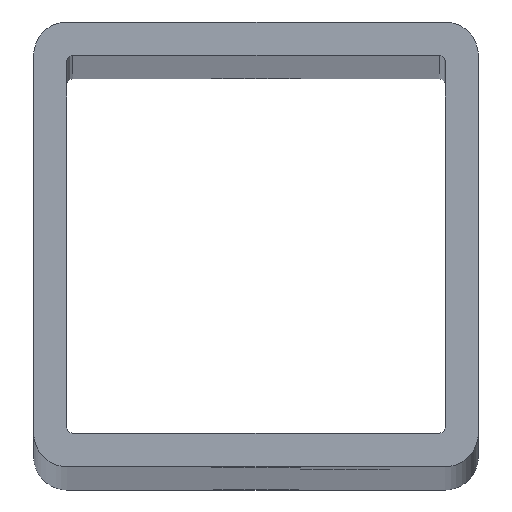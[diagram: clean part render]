
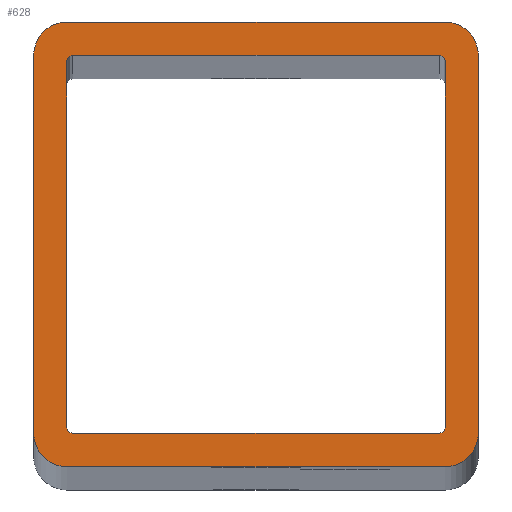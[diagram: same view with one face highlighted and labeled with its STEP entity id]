
A CAD part, top view. The second image highlights one B-rep face of the part: STEP entity #628.
In plain terms, the highlighted planar face has unit normal (0, 0, 1).
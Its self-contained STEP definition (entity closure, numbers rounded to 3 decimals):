
#4 = ORIENTED_EDGE ( 'NONE', *, *, #1049, .T. ) ;
#8 = CARTESIAN_POINT ( 'NONE',  ( 20., 20., 1200. ) ) ;
#10 = CARTESIAN_POINT ( 'NONE',  ( -17., 20., 1200. ) ) ;
#13 = DIRECTION ( 'NONE',  ( 0., 0., -1. ) ) ;
#20 = CARTESIAN_POINT ( 'NONE',  ( 17., 20., 1200. ) ) ;
#25 = LINE ( 'NONE', #255, #450 ) ;
#30 = CARTESIAN_POINT ( 'NONE',  ( 17., 20., 1200. ) ) ;
#34 = CARTESIAN_POINT ( 'NONE',  ( 20., -17., 1200. ) ) ;
#42 = EDGE_CURVE ( 'NONE', #530, #111, #624, .T. ) ;
#54 = VERTEX_POINT ( 'NONE', #466 ) ;
#55 = ORIENTED_EDGE ( 'NONE', *, *, #379, .F. ) ;
#57 = DIRECTION ( 'NONE',  ( 0., 0., 1. ) ) ;
#58 = AXIS2_PLACEMENT_3D ( 'NONE', #1040, #559, #148 ) ;
#59 = PLANE ( 'NONE',  #712 ) ;
#67 = VERTEX_POINT ( 'NONE', #938 ) ;
#79 = ORIENTED_EDGE ( 'NONE', *, *, #631, .F. ) ;
#100 = ORIENTED_EDGE ( 'NONE', *, *, #620, .T. ) ;
#104 = AXIS2_PLACEMENT_3D ( 'NONE', #616, #763, #777 ) ;
#111 = VERTEX_POINT ( 'NONE', #374 ) ;
#119 = LINE ( 'NONE', #707, #1016 ) ;
#147 = DIRECTION ( 'NONE',  ( 0., 0., 1. ) ) ;
#148 = DIRECTION ( 'NONE',  ( 1., 0., 0. ) ) ;
#149 = EDGE_CURVE ( 'NONE', #244, #377, #993, .T. ) ;
#163 = VECTOR ( 'NONE', #342, 1000. ) ;
#171 = CARTESIAN_POINT ( 'NONE',  ( 17., -16.5, 1200. ) ) ;
#172 = EDGE_CURVE ( 'NONE', #423, #54, #202, .T. ) ;
#174 = CARTESIAN_POINT ( 'NONE',  ( -20., 20., 1200. ) ) ;
#200 = DIRECTION ( 'NONE',  ( 1., 0., 0. ) ) ;
#202 = LINE ( 'NONE', #787, #819 ) ;
#205 = VERTEX_POINT ( 'NONE', #955 ) ;
#234 = DIRECTION ( 'NONE',  ( 0., 1., 0. ) ) ;
#244 = VERTEX_POINT ( 'NONE', #171 ) ;
#255 = CARTESIAN_POINT ( 'NONE',  ( -20., -17., 1200. ) ) ;
#263 = EDGE_CURVE ( 'NONE', #878, #505, #927, .T. ) ;
#305 = ORIENTED_EDGE ( 'NONE', *, *, #869, .F. ) ;
#307 = ORIENTED_EDGE ( 'NONE', *, *, #319, .T. ) ;
#310 = CARTESIAN_POINT ( 'NONE',  ( 0., 0., 1200. ) ) ;
#319 = EDGE_CURVE ( 'NONE', #962, #67, #943, .T. ) ;
#329 = LINE ( 'NONE', #378, #539 ) ;
#338 = EDGE_LOOP ( 'NONE', ( #305, #432, #583, #362, #55, #1018, #79, #307 ) ) ;
#342 = DIRECTION ( 'NONE',  ( 0., 1., 0. ) ) ;
#352 = CARTESIAN_POINT ( 'NONE',  ( -16.5, 16.5, 1200. ) ) ;
#353 = EDGE_CURVE ( 'NONE', #1021, #895, #674, .T. ) ;
#355 = AXIS2_PLACEMENT_3D ( 'NONE', #398, #871, #548 ) ;
#356 = CARTESIAN_POINT ( 'NONE',  ( -17., -17., 1200. ) ) ;
#362 = ORIENTED_EDGE ( 'NONE', *, *, #149, .T. ) ;
#374 = CARTESIAN_POINT ( 'NONE',  ( -17., -16.5, 1200. ) ) ;
#377 = VERTEX_POINT ( 'NONE', #517 ) ;
#378 = CARTESIAN_POINT ( 'NONE',  ( -20., -20., 1200. ) ) ;
#379 = EDGE_CURVE ( 'NONE', #530, #377, #25, .T. ) ;
#381 = CARTESIAN_POINT ( 'NONE',  ( 17., 16.5, 1200. ) ) ;
#393 = ORIENTED_EDGE ( 'NONE', *, *, #825, .T. ) ;
#398 = CARTESIAN_POINT ( 'NONE',  ( -17., 17., 1200. ) ) ;
#401 = CIRCLE ( 'NONE', #355, 3. ) ;
#403 = EDGE_CURVE ( 'NONE', #244, #505, #515, .T. ) ;
#405 = DIRECTION ( 'NONE',  ( 0., -1., 0. ) ) ;
#414 = AXIS2_PLACEMENT_3D ( 'NONE', #571, #734, #889 ) ;
#419 = CARTESIAN_POINT ( 'NONE',  ( 20., 17., 1200. ) ) ;
#423 = VERTEX_POINT ( 'NONE', #436 ) ;
#429 = CARTESIAN_POINT ( 'NONE',  ( 17., -20., 1200. ) ) ;
#432 = ORIENTED_EDGE ( 'NONE', *, *, #263, .T. ) ;
#436 = CARTESIAN_POINT ( 'NONE',  ( -20., 17., 1200. ) ) ;
#441 = ORIENTED_EDGE ( 'NONE', *, *, #172, .T. ) ;
#450 = VECTOR ( 'NONE', #586, 1000. ) ;
#466 = CARTESIAN_POINT ( 'NONE',  ( -20., -17., 1200. ) ) ;
#467 = ORIENTED_EDGE ( 'NONE', *, *, #558, .T. ) ;
#477 = VECTOR ( 'NONE', #998, 1000. ) ;
#502 = EDGE_CURVE ( 'NONE', #929, #1055, #733, .T. ) ;
#503 = CARTESIAN_POINT ( 'NONE',  ( 16.5, 17., 1200. ) ) ;
#505 = VERTEX_POINT ( 'NONE', #381 ) ;
#515 = LINE ( 'NONE', #20, #163 ) ;
#517 = CARTESIAN_POINT ( 'NONE',  ( 16.5, -17., 1200. ) ) ;
#524 = CARTESIAN_POINT ( 'NONE',  ( -17., 16.5, 1200. ) ) ;
#530 = VERTEX_POINT ( 'NONE', #770 ) ;
#538 = CIRCLE ( 'NONE', #963, 3. ) ;
#539 = VECTOR ( 'NONE', #619, 1000. ) ;
#548 = DIRECTION ( 'NONE',  ( 1., 0., 0. ) ) ;
#558 = EDGE_CURVE ( 'NONE', #205, #929, #329, .T. ) ;
#559 = DIRECTION ( 'NONE',  ( 0., 0., -1. ) ) ;
#571 = CARTESIAN_POINT ( 'NONE',  ( 16.5, 16.5, 1200. ) ) ;
#583 = ORIENTED_EDGE ( 'NONE', *, *, #403, .F. ) ;
#585 = DIRECTION ( 'NONE',  ( -1., 0., 0. ) ) ;
#586 = DIRECTION ( 'NONE',  ( 1., 0., 0. ) ) ;
#613 = ORIENTED_EDGE ( 'NONE', *, *, #502, .T. ) ;
#616 = CARTESIAN_POINT ( 'NONE',  ( 17., -17., 1200. ) ) ;
#618 = CARTESIAN_POINT ( 'NONE',  ( -16.5, -16.5, 1200. ) ) ;
#619 = DIRECTION ( 'NONE',  ( 1., 0., 0. ) ) ;
#620 = EDGE_CURVE ( 'NONE', #895, #423, #401, .T. ) ;
#624 = CIRCLE ( 'NONE', #719, 0.5 ) ;
#628 = ADVANCED_FACE ( 'NONE', ( #755, #916 ), #59, .T. ) ;
#631 = EDGE_CURVE ( 'NONE', #962, #111, #119, .T. ) ;
#633 = DIRECTION ( 'NONE',  ( 0., -1., 0. ) ) ;
#636 = AXIS2_PLACEMENT_3D ( 'NONE', #352, #13, #910 ) ;
#649 = VECTOR ( 'NONE', #234, 1000. ) ;
#674 = LINE ( 'NONE', #174, #477 ) ;
#675 = EDGE_CURVE ( 'NONE', #749, #1021, #886, .T. ) ;
#683 = DIRECTION ( 'NONE',  ( 1., 0., 0. ) ) ;
#689 = DIRECTION ( 'NONE',  ( 0., 0., -1. ) ) ;
#707 = CARTESIAN_POINT ( 'NONE',  ( -17., 20., 1200. ) ) ;
#708 = CARTESIAN_POINT ( 'NONE',  ( 17., 17., 1200. ) ) ;
#712 = AXIS2_PLACEMENT_3D ( 'NONE', #310, #57, #1047 ) ;
#719 = AXIS2_PLACEMENT_3D ( 'NONE', #618, #689, #200 ) ;
#732 = LINE ( 'NONE', #8, #649 ) ;
#733 = CIRCLE ( 'NONE', #104, 3. ) ;
#734 = DIRECTION ( 'NONE',  ( 0., 0., -1. ) ) ;
#749 = VERTEX_POINT ( 'NONE', #419 ) ;
#750 = EDGE_LOOP ( 'NONE', ( #467, #613, #393, #880, #960, #100, #441, #4 ) ) ;
#755 = FACE_OUTER_BOUND ( 'NONE', #750, .T. ) ;
#763 = DIRECTION ( 'NONE',  ( 0., 0., 1. ) ) ;
#770 = CARTESIAN_POINT ( 'NONE',  ( -16.5, -17., 1200. ) ) ;
#777 = DIRECTION ( 'NONE',  ( 1., 0., 0. ) ) ;
#780 = VECTOR ( 'NONE', #585, 1000. ) ;
#787 = CARTESIAN_POINT ( 'NONE',  ( -20., 20., 1200. ) ) ;
#819 = VECTOR ( 'NONE', #633, 1000. ) ;
#825 = EDGE_CURVE ( 'NONE', #1055, #749, #732, .T. ) ;
#843 = DIRECTION ( 'NONE',  ( 0., 0., 1. ) ) ;
#869 = EDGE_CURVE ( 'NONE', #878, #67, #1002, .T. ) ;
#871 = DIRECTION ( 'NONE',  ( 0., 0., 1. ) ) ;
#872 = AXIS2_PLACEMENT_3D ( 'NONE', #708, #147, #1042 ) ;
#878 = VERTEX_POINT ( 'NONE', #503 ) ;
#880 = ORIENTED_EDGE ( 'NONE', *, *, #675, .T. ) ;
#886 = CIRCLE ( 'NONE', #872, 3. ) ;
#889 = DIRECTION ( 'NONE',  ( 1., 0., 0. ) ) ;
#895 = VERTEX_POINT ( 'NONE', #10 ) ;
#910 = DIRECTION ( 'NONE',  ( 1., 0., 0. ) ) ;
#915 = CARTESIAN_POINT ( 'NONE',  ( -20., 17., 1200. ) ) ;
#916 = FACE_BOUND ( 'NONE', #338, .T. ) ;
#927 = CIRCLE ( 'NONE', #414, 0.5 ) ;
#929 = VERTEX_POINT ( 'NONE', #429 ) ;
#938 = CARTESIAN_POINT ( 'NONE',  ( -16.5, 17., 1200. ) ) ;
#943 = CIRCLE ( 'NONE', #636, 0.5 ) ;
#955 = CARTESIAN_POINT ( 'NONE',  ( -17., -20., 1200. ) ) ;
#960 = ORIENTED_EDGE ( 'NONE', *, *, #353, .T. ) ;
#962 = VERTEX_POINT ( 'NONE', #524 ) ;
#963 = AXIS2_PLACEMENT_3D ( 'NONE', #356, #843, #683 ) ;
#993 = CIRCLE ( 'NONE', #58, 0.5 ) ;
#998 = DIRECTION ( 'NONE',  ( -1., 0., 0. ) ) ;
#1002 = LINE ( 'NONE', #915, #780 ) ;
#1016 = VECTOR ( 'NONE', #405, 1000. ) ;
#1018 = ORIENTED_EDGE ( 'NONE', *, *, #42, .T. ) ;
#1021 = VERTEX_POINT ( 'NONE', #30 ) ;
#1040 = CARTESIAN_POINT ( 'NONE',  ( 16.5, -16.5, 1200. ) ) ;
#1042 = DIRECTION ( 'NONE',  ( 1., 0., 0. ) ) ;
#1047 = DIRECTION ( 'NONE',  ( 1., 0., 0. ) ) ;
#1049 = EDGE_CURVE ( 'NONE', #54, #205, #538, .T. ) ;
#1055 = VERTEX_POINT ( 'NONE', #34 ) ;
